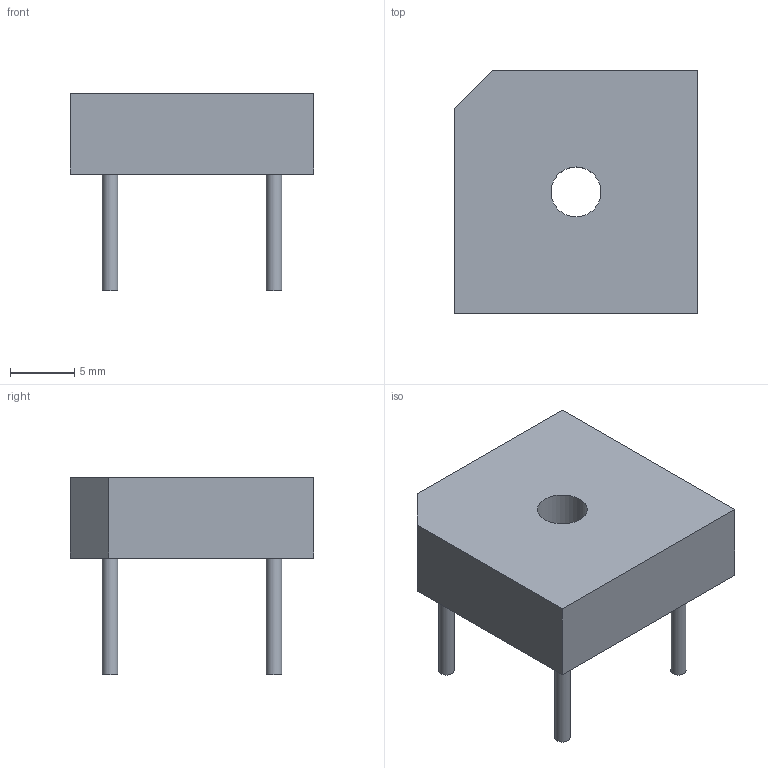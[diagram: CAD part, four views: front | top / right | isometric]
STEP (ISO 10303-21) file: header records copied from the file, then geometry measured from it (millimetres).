
FILE_DESCRIPTION(('FreeCAD Model'),'2;1');
FILE_NAME('Diode_Bridge_19.0x19.0x6.8mm_P12.7mm.step','2018-01-06T12:30:05',( 'kicad StepUp'),('ksu MCAD'),'Open CASCADE STEP processor 6.8', 'FreeCAD','Unknown');
FILE_SCHEMA(('AUTOMOTIVE_DESIGN_CC2 { 1 2 10303 214 -1 1 5 4 }'));
Length unit declared in the file: millimetre
Products named in the file (1): Diode_Bridge_19.0x19.0x6.8mm_P12.7mm
Bounding box: 19 x 19 x 15.4 mm (x, y, z)
Volume: 2211.9 mm3; surface area: 1371.3 mm2
Topology: 1 solids, 1 shells, 16 faces, 30 edges, 20 vertices
Faces by surface type: plane 11, cylinder 5
Full cylindrical faces by diameter (mm): 1.2 x4, 3.9 x1
Entity records: 533 total; most frequent: DIRECTION 74, CARTESIAN_POINT 67, ORIENTED_EDGE 60, EDGE_CURVE 30, AXIS2_PLACEMENT_3D 27, FACE_BOUND 22, EDGE_LOOP 22, VERTEX_POINT 20
